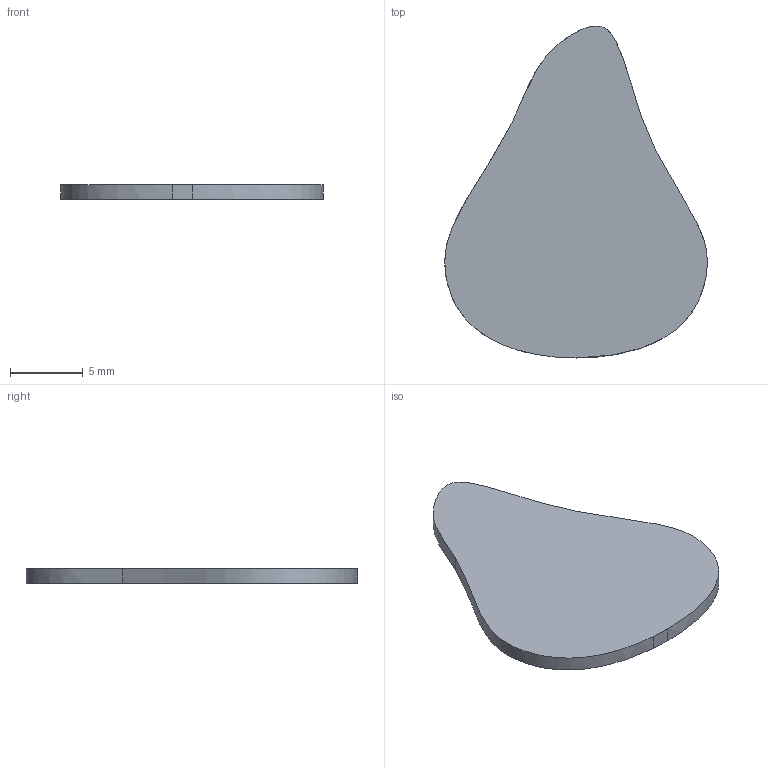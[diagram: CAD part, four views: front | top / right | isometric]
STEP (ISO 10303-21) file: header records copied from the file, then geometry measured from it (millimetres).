
FILE_DESCRIPTION(/* description */ (''),/* implementation_level */ '2;1');
FILE_NAME(/* name */ 'CROSSOVER PCB MODEL.step',/* time_stamp */ '2025-08-20T12:58:28-04:00',/* author */ (''),/* organization */ (''),/* preprocessor_version */ 'ST-DEVELOPER v20.1',/* originating_system */ 'Autodesk Translation Framework v14.10.0.0',/* authorisation */ '');
FILE_SCHEMA (('AUTOMOTIVE_DESIGN { 1 0 10303 214 3 1 1 }'));
Length unit declared in the file: millimetre
Products named in the file (1): PROJECT RESONATOR IEM SHELL V4
Bounding box: 17.99 x 22.77 x 1 mm (x, y, z)
Volume: 268.9 mm3; surface area: 605.6 mm2
Topology: 1 solids, 1 shells, 8 faces, 18 edges, 12 vertices
Faces by surface type: bspline 6, plane 2
Entity records: 520 total; most frequent: CARTESIAN_POINT 357, ORIENTED_EDGE 36, EDGE_CURVE 18, B_SPLINE_CURVE_WITH_KNOTS 12, VERTEX_POINT 12, DIRECTION 12, FACE_OUTER_BOUND 8, EDGE_LOOP 8
